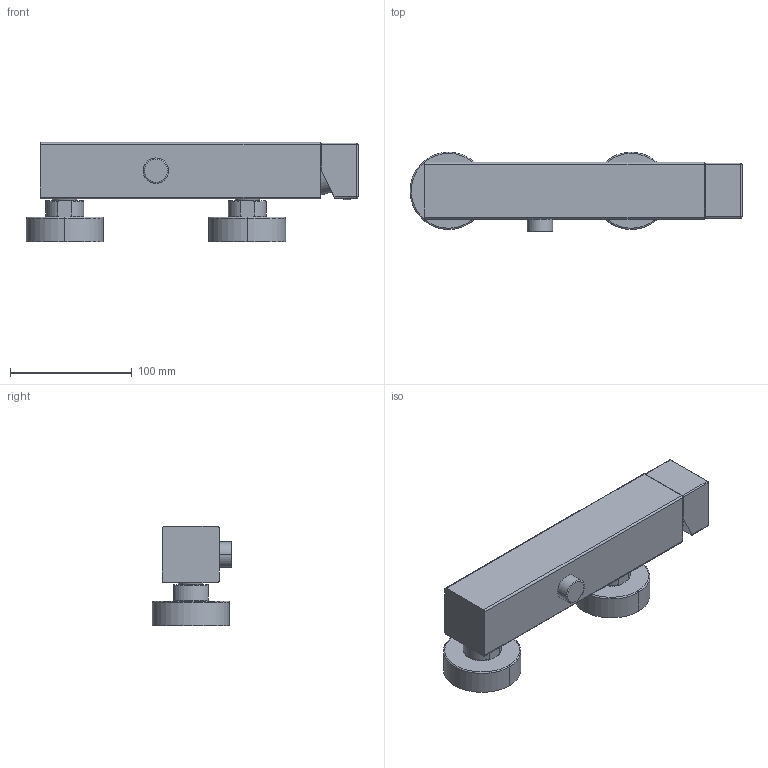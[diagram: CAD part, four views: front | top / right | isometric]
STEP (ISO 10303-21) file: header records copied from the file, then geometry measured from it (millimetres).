
FILE_DESCRIPTION((''),'2;1');
FILE_NAME('EL168CR','2021-01-14T10:48:41',('ut3'),('PAFFONI SpA'),'CREO PARAMETRIC BY PTC INC, 2020044','CREO PARAMETRIC BY PTC INC, 2020044','');
FILE_SCHEMA(('CONFIG_CONTROL_DESIGN','SHAPE_APPEARANCE_LAYERS_GROUPS'));
Length unit declared in the file: millimetre
Products named in the file (1): EL168CR
Bounding box: 272.75 x 65.5 x 81.5 mm (x, y, z)
Volume: 686205.2 mm3; surface area: 82799.5 mm2
Topology: 1 solids, 1 shells, 104 faces, 247 edges, 155 vertices
Faces by surface type: cylinder 38, plane 33, torus 16, cone 9, sphere 6, bspline 2
Entity records: 4558 total; most frequent: CARTESIAN_POINT 1343, DIRECTION 528, ORIENTED_EDGE 490, EDGE_CURVE 245, AXIS2_PLACEMENT_3D 215, VERTEX_POINT 155, EDGE_LOOP 116, CIRCLE 113
